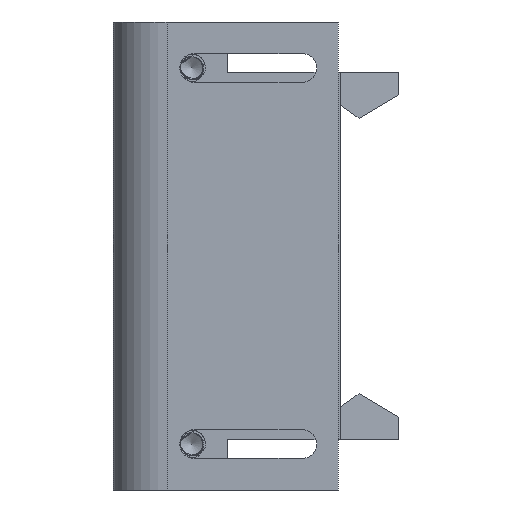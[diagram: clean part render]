
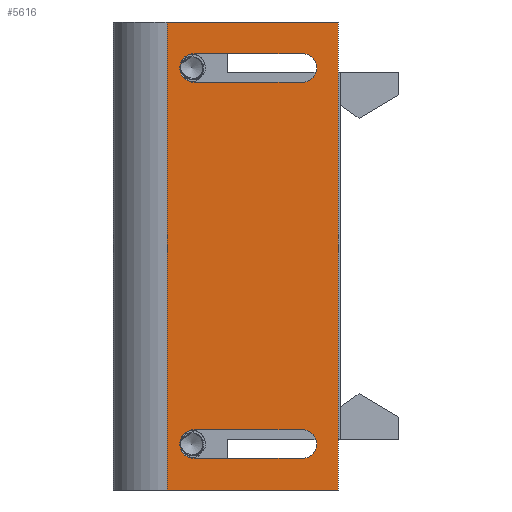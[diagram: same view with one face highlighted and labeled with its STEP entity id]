
A CAD part, left-side view. The second image highlights one B-rep face of the part: STEP entity #5616.
In plain terms, the highlighted planar face has unit normal (-1, 0, 0).
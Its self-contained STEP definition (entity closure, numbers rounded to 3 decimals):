
#24=FACE_BOUND('',#838,.T.);
#25=FACE_BOUND('',#839,.T.);
#115=PLANE('',#6012);
#185=CIRCLE('',#5992,1.6);
#187=CIRCLE('',#5996,1.6);
#189=CIRCLE('',#6000,1.6);
#191=CIRCLE('',#6004,1.6);
#510=FACE_OUTER_BOUND('',#837,.T.);
#837=EDGE_LOOP('',(#5038,#5039,#5040,#5041));
#838=EDGE_LOOP('',(#5042,#5043,#5044,#5045));
#839=EDGE_LOOP('',(#5046,#5047,#5048,#5049));
#1572=LINE('',#18549,#1997);
#1576=LINE('',#18561,#2001);
#1580=LINE('',#18573,#2005);
#1584=LINE('',#18585,#2009);
#1589=LINE('',#18601,#2014);
#1597=LINE('',#18620,#2022);
#1598=LINE('',#18623,#2023);
#1599=LINE('',#18624,#2024);
#1997=VECTOR('',#7142,10.);
#2001=VECTOR('',#7154,10.);
#2005=VECTOR('',#7166,10.);
#2009=VECTOR('',#7178,10.);
#2014=VECTOR('',#7193,10.);
#2022=VECTOR('',#7211,10.);
#2023=VECTOR('',#7214,10.);
#2024=VECTOR('',#7215,10.);
#2527=VERTEX_POINT('',#18546);
#2528=VERTEX_POINT('',#18548);
#2530=VERTEX_POINT('',#18554);
#2532=VERTEX_POINT('',#18560);
#2535=VERTEX_POINT('',#18570);
#2536=VERTEX_POINT('',#18572);
#2538=VERTEX_POINT('',#18578);
#2540=VERTEX_POINT('',#18584);
#2545=VERTEX_POINT('',#18598);
#2546=VERTEX_POINT('',#18600);
#2552=VERTEX_POINT('',#18618);
#2553=VERTEX_POINT('',#18622);
#3350=EDGE_CURVE('',#2528,#2527,#1572,.T.);
#3353=EDGE_CURVE('',#2530,#2528,#185,.T.);
#3356=EDGE_CURVE('',#2532,#2530,#1576,.T.);
#3359=EDGE_CURVE('',#2527,#2532,#187,.T.);
#3362=EDGE_CURVE('',#2536,#2535,#1580,.T.);
#3365=EDGE_CURVE('',#2538,#2536,#189,.T.);
#3368=EDGE_CURVE('',#2540,#2538,#1584,.T.);
#3371=EDGE_CURVE('',#2535,#2540,#191,.T.);
#3376=EDGE_CURVE('',#2545,#2546,#1589,.T.);
#3386=EDGE_CURVE('',#2545,#2552,#1597,.T.);
#3387=EDGE_CURVE('',#2553,#2552,#1598,.T.);
#3388=EDGE_CURVE('',#2546,#2553,#1599,.T.);
#5038=ORIENTED_EDGE('',*,*,#3386,.T.);
#5039=ORIENTED_EDGE('',*,*,#3387,.F.);
#5040=ORIENTED_EDGE('',*,*,#3388,.F.);
#5041=ORIENTED_EDGE('',*,*,#3376,.F.);
#5042=ORIENTED_EDGE('',*,*,#3350,.T.);
#5043=ORIENTED_EDGE('',*,*,#3359,.T.);
#5044=ORIENTED_EDGE('',*,*,#3356,.T.);
#5045=ORIENTED_EDGE('',*,*,#3353,.T.);
#5046=ORIENTED_EDGE('',*,*,#3362,.T.);
#5047=ORIENTED_EDGE('',*,*,#3371,.T.);
#5048=ORIENTED_EDGE('',*,*,#3368,.T.);
#5049=ORIENTED_EDGE('',*,*,#3365,.T.);
#5616=ADVANCED_FACE('',(#510,#24,#25),#115,.T.);
#5992=AXIS2_PLACEMENT_3D('',#18555,#7148,#7149);
#5996=AXIS2_PLACEMENT_3D('',#18565,#7160,#7161);
#6000=AXIS2_PLACEMENT_3D('',#18579,#7172,#7173);
#6004=AXIS2_PLACEMENT_3D('',#18589,#7184,#7185);
#6012=AXIS2_PLACEMENT_3D('',#18621,#7212,#7213);
#7142=DIRECTION('',(0.,-1.,0.));
#7148=DIRECTION('center_axis',(1.,0.,0.));
#7149=DIRECTION('ref_axis',(0.,0.,1.));
#7154=DIRECTION('',(0.,1.,0.));
#7160=DIRECTION('center_axis',(1.,0.,0.));
#7161=DIRECTION('ref_axis',(0.,0.,-1.));
#7166=DIRECTION('',(0.,-1.,0.));
#7172=DIRECTION('center_axis',(1.,0.,0.));
#7173=DIRECTION('ref_axis',(0.,0.,1.));
#7178=DIRECTION('',(0.,1.,0.));
#7184=DIRECTION('center_axis',(1.,0.,0.));
#7185=DIRECTION('ref_axis',(0.,0.,-1.));
#7193=DIRECTION('',(0.,1.,0.));
#7211=DIRECTION('',(0.,0.,1.));
#7212=DIRECTION('center_axis',(-1.,0.,0.));
#7213=DIRECTION('ref_axis',(0.,-1.,0.));
#7214=DIRECTION('',(0.,-1.,0.));
#7215=DIRECTION('',(0.,0.,1.));
#18546=CARTESIAN_POINT('',(-5.331,-15.29,-19.3));
#18548=CARTESIAN_POINT('',(-5.331,-3.29,-19.3));
#18549=CARTESIAN_POINT('',(-5.331,-1.79,-19.3));
#18554=CARTESIAN_POINT('',(-5.331,-3.29,-22.5));
#18555=CARTESIAN_POINT('Origin',(-5.331,-3.29,-20.9));
#18560=CARTESIAN_POINT('',(-5.331,-15.29,-22.5));
#18561=CARTESIAN_POINT('',(-5.331,-7.79,-22.5));
#18565=CARTESIAN_POINT('Origin',(-5.331,-15.29,-20.9));
#18570=CARTESIAN_POINT('',(-5.331,-15.29,22.5));
#18572=CARTESIAN_POINT('',(-5.331,-3.29,22.5));
#18573=CARTESIAN_POINT('',(-5.331,-1.79,22.5));
#18578=CARTESIAN_POINT('',(-5.331,-3.29,19.3));
#18579=CARTESIAN_POINT('Origin',(-5.331,-3.29,20.9));
#18584=CARTESIAN_POINT('',(-5.331,-15.29,19.3));
#18585=CARTESIAN_POINT('',(-5.331,-7.79,19.3));
#18589=CARTESIAN_POINT('Origin',(-5.331,-15.29,20.9));
#18598=CARTESIAN_POINT('',(-5.331,-19.312,-26.));
#18600=CARTESIAN_POINT('',(-5.331,-0.29,-26.));
#18601=CARTESIAN_POINT('',(-5.331,-19.312,-26.));
#18618=CARTESIAN_POINT('',(-5.331,-19.312,26.));
#18620=CARTESIAN_POINT('',(-5.331,-19.312,0.));
#18621=CARTESIAN_POINT('Origin',(-5.331,-0.29,0.));
#18622=CARTESIAN_POINT('',(-5.331,-0.29,26.));
#18623=CARTESIAN_POINT('',(-5.331,-19.312,26.));
#18624=CARTESIAN_POINT('',(-5.331,-0.29,0.));
